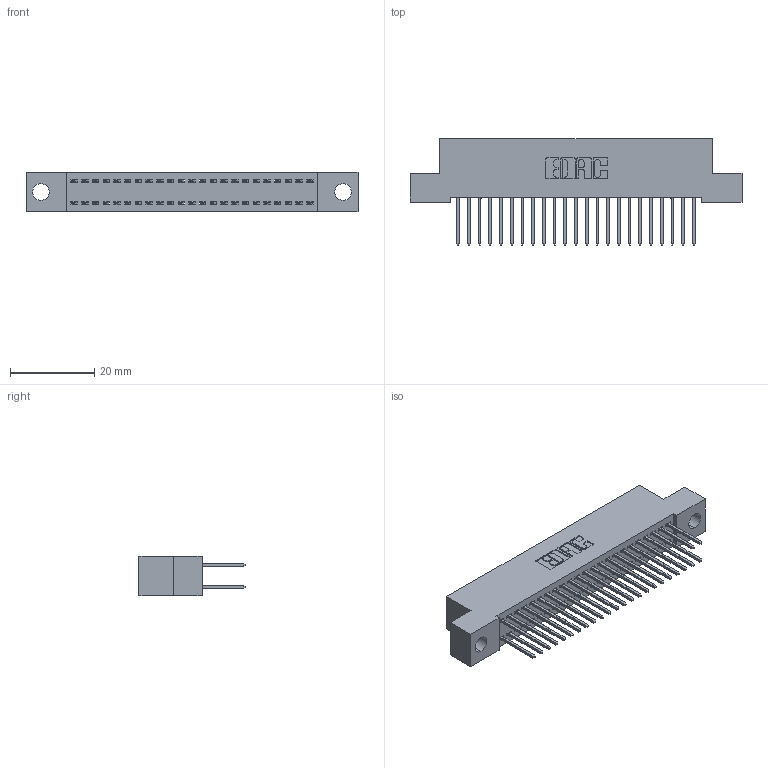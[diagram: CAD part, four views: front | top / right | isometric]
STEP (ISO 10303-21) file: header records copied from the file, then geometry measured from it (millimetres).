
FILE_DESCRIPTION (( 'STEP AP203' ), '1' );
FILE_NAME ('392-046-523-204.STEP', '2018-08-16T16:38:11', ( '' ), ( '' ), 'SwSTEP 2.0', 'SolidWorks 2016', '' );
FILE_SCHEMA (( 'CONFIG_CONTROL_DESIGN' ));
Length unit declared in the file: inch
Products named in the file (3): 342 Part_.156 TH; 345-292-001_345-293-123; 392-046-523-204
Assembly tree (47 placements, depth 2):
  392-046-523-204
    342 Part_.156 TH
    345-292-001_345-293-123  x46
Bounding box: 78.74 x 25.15 x 9.4 mm (x, y, z)
Volume: 6992.1 mm3; surface area: 11138.5 mm2
Topology: 47 solids, 47 shells, 2502 faces, 7429 edges, 4890 vertices
Faces by surface type: plane 1722, cylinder 780
Entity records: 17143 total; most frequent: CARTESIAN_POINT 2862, ORIENTED_EDGE 2798, DIRECTION 2479, EDGE_CURVE 1399, VECTOR 1271, LINE 1271, VERTEX_POINT 930, AXIS2_PLACEMENT_3D 604
